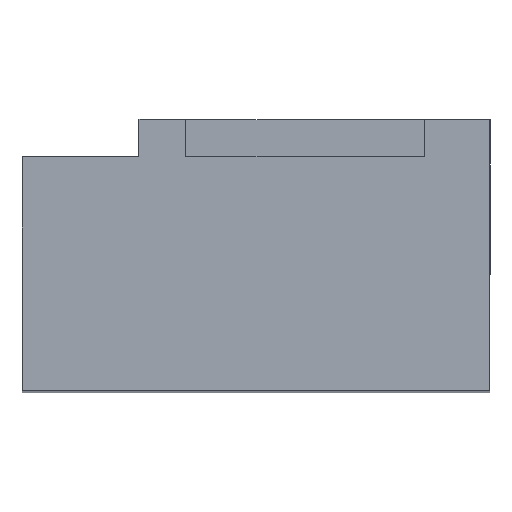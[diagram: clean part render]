
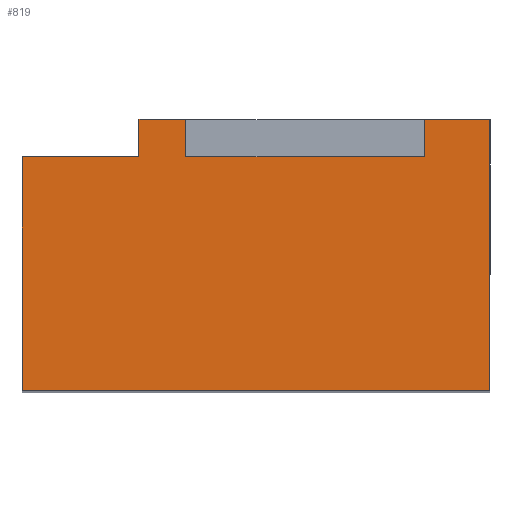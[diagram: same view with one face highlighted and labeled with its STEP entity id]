
A CAD part, top view. The second image highlights one B-rep face of the part: STEP entity #819.
In plain terms, the highlighted planar face has unit normal (0, 0, 1).
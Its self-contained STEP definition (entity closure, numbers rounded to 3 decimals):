
#53=FACE_OUTER_BOUND('',#93,.T.);
#93=EDGE_LOOP('',(#727,#728,#729,#730,#731,#732,#733,#734,#735,#736));
#129=LINE('',#1144,#243);
#132=LINE('',#1149,#246);
#138=LINE('',#1162,#252);
#176=LINE('',#1240,#290);
#190=LINE('',#1268,#304);
#201=LINE('',#1286,#315);
#202=LINE('',#1287,#316);
#205=LINE('',#1294,#319);
#206=LINE('',#1296,#320);
#208=LINE('',#1300,#322);
#243=VECTOR('',#931,10.);
#246=VECTOR('',#936,10.);
#252=VECTOR('',#946,10.);
#290=VECTOR('',#1008,10.);
#304=VECTOR('',#1028,10.);
#315=VECTOR('',#1049,10.);
#316=VECTOR('',#1050,10.);
#319=VECTOR('',#1059,10.);
#320=VECTOR('',#1062,10.);
#322=VECTOR('',#1068,10.);
#349=VERTEX_POINT('',#1141);
#350=VERTEX_POINT('',#1143);
#351=VERTEX_POINT('',#1147);
#356=VERTEX_POINT('',#1160);
#383=VERTEX_POINT('',#1237);
#384=VERTEX_POINT('',#1239);
#394=VERTEX_POINT('',#1265);
#395=VERTEX_POINT('',#1267);
#397=VERTEX_POINT('',#1284);
#398=VERTEX_POINT('',#1292);
#433=EDGE_CURVE('',#349,#350,#129,.T.);
#436=EDGE_CURVE('',#349,#351,#132,.T.);
#442=EDGE_CURVE('',#351,#356,#138,.T.);
#480=EDGE_CURVE('',#384,#383,#176,.T.);
#494=EDGE_CURVE('',#394,#395,#190,.T.);
#505=EDGE_CURVE('',#397,#356,#201,.T.);
#506=EDGE_CURVE('',#350,#383,#202,.T.);
#509=EDGE_CURVE('',#398,#397,#205,.T.);
#510=EDGE_CURVE('',#395,#398,#206,.T.);
#512=EDGE_CURVE('',#384,#394,#208,.T.);
#727=ORIENTED_EDGE('',*,*,#512,.F.);
#728=ORIENTED_EDGE('',*,*,#480,.T.);
#729=ORIENTED_EDGE('',*,*,#506,.F.);
#730=ORIENTED_EDGE('',*,*,#433,.F.);
#731=ORIENTED_EDGE('',*,*,#436,.T.);
#732=ORIENTED_EDGE('',*,*,#442,.T.);
#733=ORIENTED_EDGE('',*,*,#505,.F.);
#734=ORIENTED_EDGE('',*,*,#509,.F.);
#735=ORIENTED_EDGE('',*,*,#510,.F.);
#736=ORIENTED_EDGE('',*,*,#494,.F.);
#779=PLANE('',#873);
#819=ADVANCED_FACE('',(#53),#779,.T.);
#873=AXIS2_PLACEMENT_3D('',#1299,#1066,#1067);
#931=DIRECTION('',(0.,1.,0.));
#936=DIRECTION('',(-1.,0.,0.));
#946=DIRECTION('',(0.,1.,0.));
#1008=DIRECTION('',(0.,1.,0.));
#1028=DIRECTION('',(0.,1.,0.));
#1049=DIRECTION('',(1.,0.,0.));
#1050=DIRECTION('',(1.,0.,0.));
#1059=DIRECTION('',(0.,1.,0.));
#1062=DIRECTION('',(1.,0.,0.));
#1066=DIRECTION('center_axis',(0.,0.,1.));
#1067=DIRECTION('ref_axis',(1.,0.,0.));
#1068=DIRECTION('',(-1.,0.,0.));
#1141=CARTESIAN_POINT('',(7.2,10.,25.));
#1143=CARTESIAN_POINT('',(7.2,11.6,25.));
#1144=CARTESIAN_POINT('',(7.2,10.,25.));
#1147=CARTESIAN_POINT('',(-3.,10.,25.));
#1149=CARTESIAN_POINT('',(-1.5,10.,25.));
#1160=CARTESIAN_POINT('',(-3.,11.6,25.));
#1162=CARTESIAN_POINT('',(-3.,0.,25.));
#1237=CARTESIAN_POINT('',(10.,11.6,25.));
#1239=CARTESIAN_POINT('',(10.,0.,25.));
#1240=CARTESIAN_POINT('',(10.,0.,25.));
#1265=CARTESIAN_POINT('',(-10.,0.,25.));
#1267=CARTESIAN_POINT('',(-10.,10.,25.));
#1268=CARTESIAN_POINT('',(-10.,0.,25.));
#1284=CARTESIAN_POINT('',(-5.,11.6,25.));
#1286=CARTESIAN_POINT('',(-4.5,11.6,25.));
#1287=CARTESIAN_POINT('',(7.9,11.6,25.));
#1292=CARTESIAN_POINT('',(-5.,10.,25.));
#1294=CARTESIAN_POINT('',(-5.,10.,25.));
#1296=CARTESIAN_POINT('',(10.,10.,25.));
#1299=CARTESIAN_POINT('Origin',(-10.,0.,25.));
#1300=CARTESIAN_POINT('',(10.,0.,25.));
